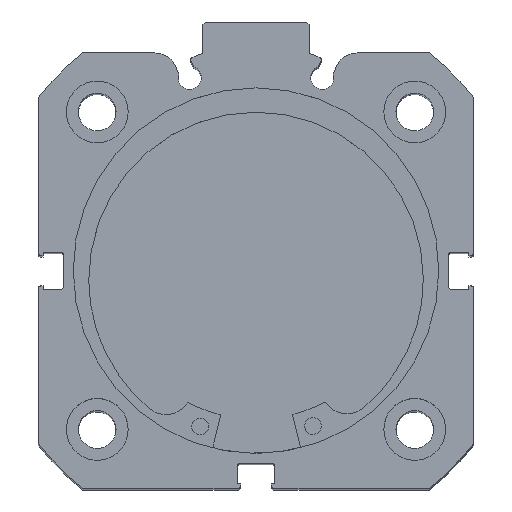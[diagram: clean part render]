
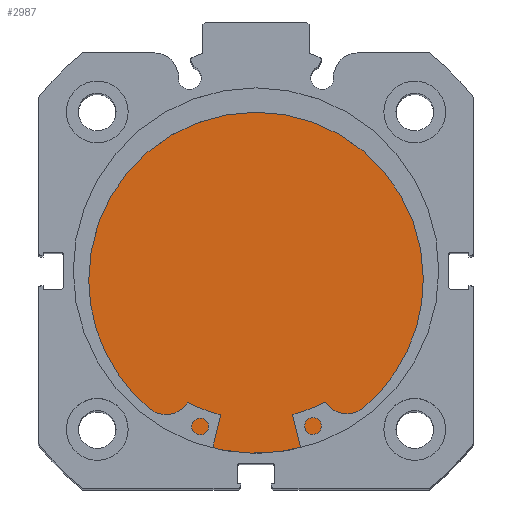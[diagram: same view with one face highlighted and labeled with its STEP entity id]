
A CAD part, top view. The second image highlights one B-rep face of the part: STEP entity #2987.
In plain terms, the highlighted face is planar.
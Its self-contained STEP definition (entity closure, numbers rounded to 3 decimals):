
#28 = VERTEX_POINT ( 'NONE', #3256 ) ;
#42 = VERTEX_POINT ( 'NONE', #3397 ) ;
#280 = CARTESIAN_POINT ( 'NONE',  ( 9.5, 32.5, 0. ) ) ;
#281 = PLANE ( 'NONE',  #5194 ) ;
#283 = DIRECTION ( 'NONE',  ( -1., 0., 0. ) ) ;
#284 = DIRECTION ( 'NONE',  ( 0., 0., 1. ) ) ;
#1801 = CARTESIAN_POINT ( 'NONE',  ( 9.5, 0., 0. ) ) ;
#1808 = DIRECTION ( 'NONE',  ( -1., 0., 0. ) ) ;
#1809 = DIRECTION ( 'NONE',  ( 0., 0., 1. ) ) ;
#1835 = CARTESIAN_POINT ( 'NONE',  ( 9.5, 0., 0. ) ) ;
#1836 = DIRECTION ( 'NONE',  ( -1., 0., 0. ) ) ;
#1837 = DIRECTION ( 'NONE',  ( 0., 0., 1. ) ) ;
#2637 = CIRCLE ( 'NONE', #5498, 32.5 ) ;
#2654 = CIRCLE ( 'NONE', #5505, 32.5 ) ;
#2987 = ADVANCED_FACE ( 'NONE', ( #3811 ), #281, .F. ) ;
#3256 = CARTESIAN_POINT ( 'NONE',  ( 9.5, 0., 32.5 ) ) ;
#3397 = CARTESIAN_POINT ( 'NONE',  ( 9.5, 0., -32.5 ) ) ;
#3811 = FACE_OUTER_BOUND ( 'NONE', #6687, .T. ) ;
#4578 = ORIENTED_EDGE ( 'NONE', *, *, #4996, .F. ) ;
#4598 = ORIENTED_EDGE ( 'NONE', *, *, #4985, .F. ) ;
#4985 = EDGE_CURVE ( 'NONE', #42, #28, #2637, .T. ) ;
#4996 = EDGE_CURVE ( 'NONE', #28, #42, #2654, .T. ) ;
#5194 = AXIS2_PLACEMENT_3D ( 'NONE', #280, #283, #284 ) ;
#5498 = AXIS2_PLACEMENT_3D ( 'NONE', #1801, #1808, #1809 ) ;
#5505 = AXIS2_PLACEMENT_3D ( 'NONE', #1835, #1836, #1837 ) ;
#6687 = EDGE_LOOP ( 'NONE', ( #4578, #4598 ) ) ;
